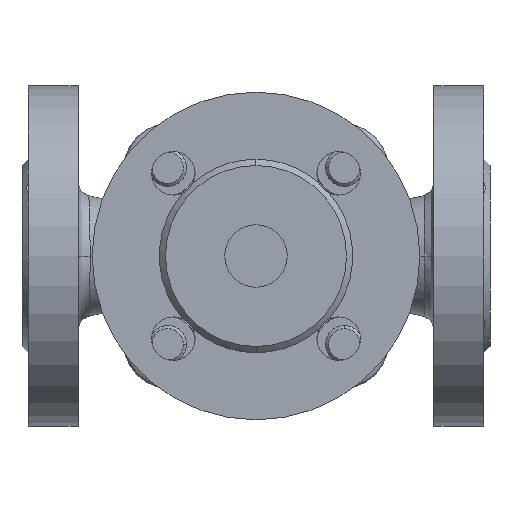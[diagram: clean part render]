
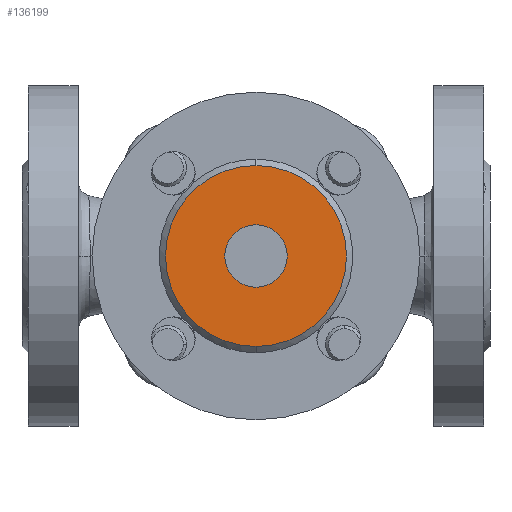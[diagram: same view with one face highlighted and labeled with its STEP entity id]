
A CAD part, front view. The second image highlights one B-rep face of the part: STEP entity #136199.
In plain terms, the highlighted planar face has unit normal (0, -1, 0).
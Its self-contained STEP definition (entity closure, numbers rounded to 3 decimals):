
#4197 = EDGE_LOOP ( 'NONE', ( #22121, #121771 ) ) ;
#5307 = ORIENTED_EDGE ( 'NONE', *, *, #150540, .F. ) ;
#14697 = AXIS2_PLACEMENT_3D ( 'NONE', #20186, #102763, #32527 ) ;
#16575 = AXIS2_PLACEMENT_3D ( 'NONE', #20269, #102346, #32102 ) ;
#18755 = FACE_BOUND ( 'NONE', #148892, .T. ) ;
#18867 = CARTESIAN_POINT ( 'NONE',  ( 0., -128., 0. ) ) ;
#20186 = CARTESIAN_POINT ( 'NONE',  ( 10., -128., 0. ) ) ;
#20269 = CARTESIAN_POINT ( 'NONE',  ( 0., -128., 0. ) ) ;
#20685 = PLANE ( 'NONE',  #14697 ) ;
#21916 = EDGE_CURVE ( 'NONE', #79805, #49372, #148175, .T. ) ;
#22121 = ORIENTED_EDGE ( 'NONE', *, *, #55639, .F. ) ;
#30059 = CIRCLE ( 'NONE', #87753, 10. ) ;
#30683 = DIRECTION ( 'NONE',  ( 1., 0., 0. ) ) ;
#32102 = DIRECTION ( 'NONE',  ( 0., 0., 1. ) ) ;
#32527 = DIRECTION ( 'NONE',  ( 0., 0., 1. ) ) ;
#33112 = CIRCLE ( 'NONE', #16575, 29. ) ;
#36307 = CARTESIAN_POINT ( 'NONE',  ( 0., -128., 0. ) ) ;
#48081 = DIRECTION ( 'NONE',  ( 1., 0., 0. ) ) ;
#49043 = DIRECTION ( 'NONE',  ( 0., 1., 0. ) ) ;
#49372 = VERTEX_POINT ( 'NONE', #105527 ) ;
#54303 = AXIS2_PLACEMENT_3D ( 'NONE', #18867, #100934, #30683 ) ;
#55639 = EDGE_CURVE ( 'NONE', #135113, #140504, #33112, .T. ) ;
#64166 = EDGE_CURVE ( 'NONE', #140504, #135113, #80508, .T. ) ;
#79805 = VERTEX_POINT ( 'NONE', #106715 ) ;
#80508 = CIRCLE ( 'NONE', #88486, 29. ) ;
#81875 = CARTESIAN_POINT ( 'NONE',  ( 0., -128., 29. ) ) ;
#87753 = AXIS2_PLACEMENT_3D ( 'NONE', #36307, #118369, #48081 ) ;
#88486 = AXIS2_PLACEMENT_3D ( 'NONE', #119322, #49043, #131127 ) ;
#100934 = DIRECTION ( 'NONE',  ( 0., -1., 0. ) ) ;
#102346 = DIRECTION ( 'NONE',  ( 0., 1., 0. ) ) ;
#102763 = DIRECTION ( 'NONE',  ( 0., 1., 0. ) ) ;
#105527 = CARTESIAN_POINT ( 'NONE',  ( 10., -128., 0. ) ) ;
#106715 = CARTESIAN_POINT ( 'NONE',  ( -10., -128., 0. ) ) ;
#118369 = DIRECTION ( 'NONE',  ( 0., -1., 0. ) ) ;
#119322 = CARTESIAN_POINT ( 'NONE',  ( 0., -128., 0. ) ) ;
#121771 = ORIENTED_EDGE ( 'NONE', *, *, #64166, .F. ) ;
#131127 = DIRECTION ( 'NONE',  ( 0., 0., 1. ) ) ;
#135113 = VERTEX_POINT ( 'NONE', #81875 ) ;
#136199 = ADVANCED_FACE ( 'NONE', ( #18755, #139929 ), #20685, .F. ) ;
#139929 = FACE_OUTER_BOUND ( 'NONE', #4197, .T. ) ;
#140504 = VERTEX_POINT ( 'NONE', #145378 ) ;
#145378 = CARTESIAN_POINT ( 'NONE',  ( 0., -128., -29. ) ) ;
#148175 = CIRCLE ( 'NONE', #54303, 10. ) ;
#148892 = EDGE_LOOP ( 'NONE', ( #5307, #151608 ) ) ;
#150540 = EDGE_CURVE ( 'NONE', #49372, #79805, #30059, .T. ) ;
#151608 = ORIENTED_EDGE ( 'NONE', *, *, #21916, .F. ) ;
